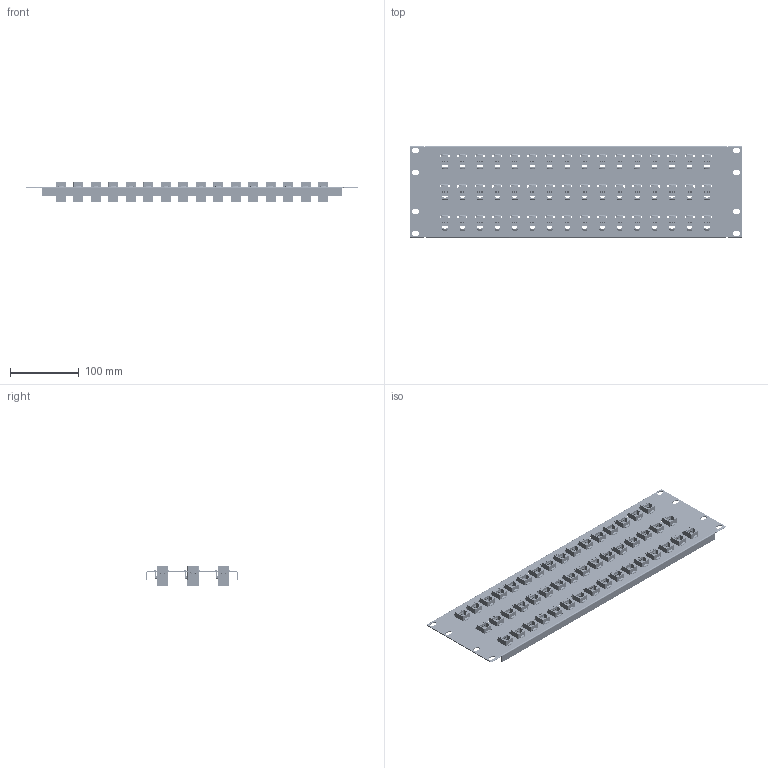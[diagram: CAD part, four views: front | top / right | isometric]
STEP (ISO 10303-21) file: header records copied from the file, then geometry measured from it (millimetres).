
FILE_DESCRIPTION (( 'STEP AP214' ), '1' );
FILE_NAME ('PR525B-C5E-48_3D.step', '2025-02-28T17:02:43', ( '' ), ( '' ), 'SwSTEP 2.0', 'SolidWorks 2022', '' );
FILE_SCHEMA (( 'AUTOMOTIVE_DESIGN' ));
Length unit declared in the file: inch
Products named in the file (3): PR525B-C5E-48_3D; TDG1026KC5_no label; PR525B-48KS
Assembly tree (49 placements, depth 2):
  PR525B-C5E-48_3D
    PR525B-48KS
    TDG1026KC5_no label  x48
Bounding box: 482.6 x 133.35 x 29.8 mm (x, y, z)
Volume: 336501.8 mm3; surface area: 314635.5 mm2
Topology: 49 solids, 49 shells, 14276 faces, 39554 edges, 26240 vertices
Faces by surface type: plane 9630, bspline 3840, cylinder 614, torus 192
Entity records: 23487 total; most frequent: CARTESIAN_POINT 8034, ORIENTED_EDGE 3156, DIRECTION 2521, EDGE_CURVE 1578, LINE 1295, VECTOR 1295, VERTEX_POINT 1048, EDGE_LOOP 716
